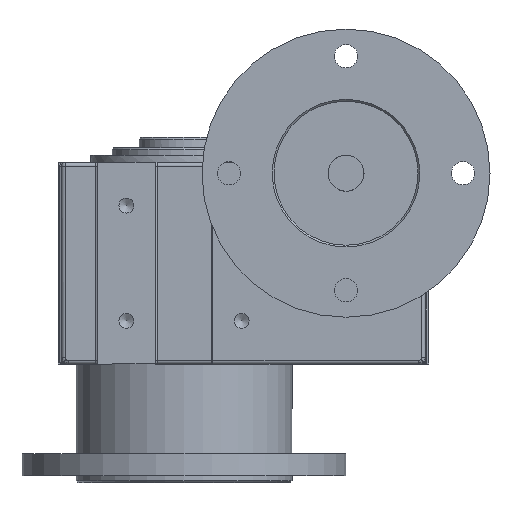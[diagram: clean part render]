
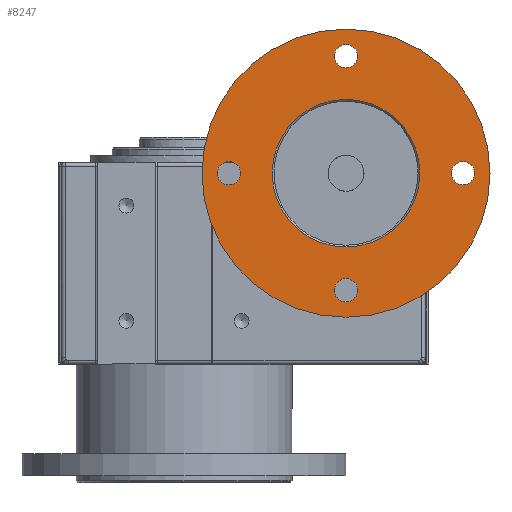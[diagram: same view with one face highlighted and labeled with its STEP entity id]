
A CAD part, left-side view. The second image highlights one B-rep face of the part: STEP entity #8247.
In plain terms, the highlighted planar face has unit normal (-1, 0, 0).
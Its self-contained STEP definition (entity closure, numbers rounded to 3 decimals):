
#7969=CARTESIAN_POINT('',(0.,40.0,0.0));
#7970=VERTEX_POINT('',#7969);
#7971=CARTESIAN_POINT('',(0.,0.0,0.0));
#7972=DIRECTION('',(1.0,0.0,0.0));
#7973=DIRECTION('',(0.0,1.0,0.0));
#7974=AXIS2_PLACEMENT_3D('',#7971,#7972,#7973);
#7975=CIRCLE('',#7974,40.0);
#7976=EDGE_CURVE('',#7970,#7970,#7975,.T.);
#8160=CARTESIAN_POINT('',(0.,20.5,0.));
#8161=VERTEX_POINT('',#8160);
#8162=CARTESIAN_POINT('',(0.,0.0,0.0));
#8163=DIRECTION('',(-1.0,0.0,0.0));
#8164=DIRECTION('',(0.0,-1.0,0.0));
#8165=AXIS2_PLACEMENT_3D('',#8162,#8163,#8164);
#8166=CIRCLE('',#8165,20.5);
#8167=EDGE_CURVE('',#8161,#8161,#8166,.T.);
#8192=CARTESIAN_POINT('',(0.,30.0,0.0));
#8193=DIRECTION('',(-1.0,0.0,0.0));
#8194=DIRECTION('',(0.0,0.0,1.0));
#8195=AXIS2_PLACEMENT_3D('',#8192,#8193,#8194);
#8196=PLANE('',#8195);
#8197=ORIENTED_EDGE('',*,*,#7976,.F.);
#8198=EDGE_LOOP('',(#8197));
#8199=FACE_OUTER_BOUND('',#8198,.T.);
#8200=CARTESIAN_POINT('',(0.0,-32.5,3.25));
#8201=VERTEX_POINT('',#8200);
#8202=CARTESIAN_POINT('',(0.0,-32.5,0.));
#8203=DIRECTION('',(1.0,0.0,0.0));
#8204=DIRECTION('',(0.0,0.0,-1.0));
#8205=AXIS2_PLACEMENT_3D('',#8202,#8203,#8204);
#8206=CIRCLE('',#8205,3.25);
#8207=EDGE_CURVE('',#8201,#8201,#8206,.T.);
#8208=ORIENTED_EDGE('',*,*,#8207,.T.);
#8209=EDGE_LOOP('',(#8208));
#8210=FACE_BOUND('',#8209,.T.);
#8211=CARTESIAN_POINT('',(0.0,0.,35.75));
#8212=VERTEX_POINT('',#8211);
#8213=CARTESIAN_POINT('',(0.0,0.,32.5));
#8214=DIRECTION('',(1.0,0.0,0.0));
#8215=DIRECTION('',(0.0,0.0,-1.0));
#8216=AXIS2_PLACEMENT_3D('',#8213,#8214,#8215);
#8217=CIRCLE('',#8216,3.25);
#8218=EDGE_CURVE('',#8212,#8212,#8217,.T.);
#8219=ORIENTED_EDGE('',*,*,#8218,.T.);
#8220=EDGE_LOOP('',(#8219));
#8221=FACE_BOUND('',#8220,.T.);
#8222=CARTESIAN_POINT('',(0.0,0.,-29.25));
#8223=VERTEX_POINT('',#8222);
#8224=CARTESIAN_POINT('',(0.0,0.,-32.5));
#8225=DIRECTION('',(1.0,0.0,0.0));
#8226=DIRECTION('',(0.0,0.0,-1.0));
#8227=AXIS2_PLACEMENT_3D('',#8224,#8225,#8226);
#8228=CIRCLE('',#8227,3.25);
#8229=EDGE_CURVE('',#8223,#8223,#8228,.T.);
#8230=ORIENTED_EDGE('',*,*,#8229,.T.);
#8231=EDGE_LOOP('',(#8230));
#8232=FACE_BOUND('',#8231,.T.);
#8233=CARTESIAN_POINT('',(0.0,32.5,3.25));
#8234=VERTEX_POINT('',#8233);
#8235=CARTESIAN_POINT('',(0.0,32.5,0.));
#8236=DIRECTION('',(1.0,0.0,0.0));
#8237=DIRECTION('',(0.0,0.0,-1.0));
#8238=AXIS2_PLACEMENT_3D('',#8235,#8236,#8237);
#8239=CIRCLE('',#8238,3.25);
#8240=EDGE_CURVE('',#8234,#8234,#8239,.T.);
#8241=ORIENTED_EDGE('',*,*,#8240,.T.);
#8242=EDGE_LOOP('',(#8241));
#8243=FACE_BOUND('',#8242,.T.);
#8244=ORIENTED_EDGE('',*,*,#8167,.F.);
#8245=EDGE_LOOP('',(#8244));
#8246=FACE_BOUND('',#8245,.T.);
#8247=ADVANCED_FACE('',(#8199,#8210,#8221,#8232,#8243,#8246),#8196,.T.);
